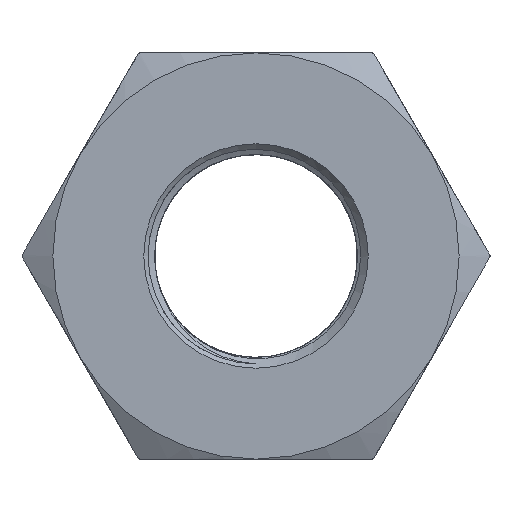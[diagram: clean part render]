
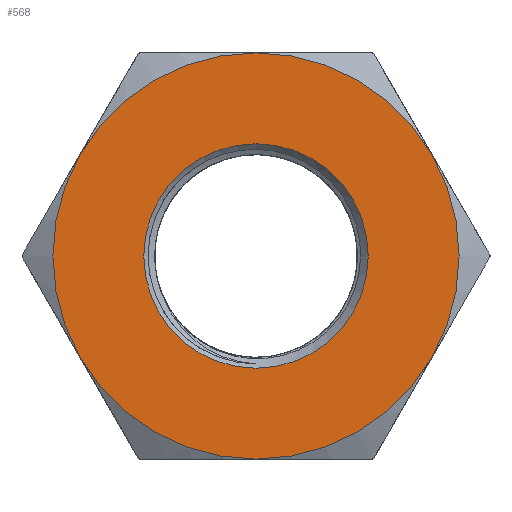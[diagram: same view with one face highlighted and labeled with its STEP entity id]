
A CAD part, left-side view. The second image highlights one B-rep face of the part: STEP entity #568.
In plain terms, the highlighted planar face has unit normal (-1, 0, 0).
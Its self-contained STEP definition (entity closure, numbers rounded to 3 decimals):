
#35=PLANE('',#636);
#101=FACE_BOUND('',#174,.T.);
#134=FACE_OUTER_BOUND('',#173,.T.);
#173=EDGE_LOOP('',(#507,#508,#509,#510,#511,#512));
#174=EDGE_LOOP('',(#513));
#183=CIRCLE('',#584,12.986);
#191=CIRCLE('',#606,23.5);
#193=CIRCLE('',#609,23.5);
#196=CIRCLE('',#613,23.5);
#197=CIRCLE('',#615,23.5);
#200=CIRCLE('',#619,23.5);
#208=CIRCLE('',#634,23.5);
#233=VERTEX_POINT('',#840);
#253=VERTEX_POINT('',#4982);
#258=VERTEX_POINT('',#4997);
#263=VERTEX_POINT('',#5012);
#270=VERTEX_POINT('',#5031);
#273=VERTEX_POINT('',#5042);
#278=VERTEX_POINT('',#5057);
#287=EDGE_CURVE('',#233,#233,#183,.T.);
#345=EDGE_CURVE('',#270,#278,#191,.T.);
#347=EDGE_CURVE('',#263,#270,#193,.T.);
#350=EDGE_CURVE('',#278,#258,#196,.T.);
#351=EDGE_CURVE('',#258,#273,#197,.T.);
#354=EDGE_CURVE('',#273,#253,#200,.T.);
#362=EDGE_CURVE('',#253,#263,#208,.T.);
#507=ORIENTED_EDGE('',*,*,#362,.F.);
#508=ORIENTED_EDGE('',*,*,#354,.F.);
#509=ORIENTED_EDGE('',*,*,#351,.F.);
#510=ORIENTED_EDGE('',*,*,#350,.F.);
#511=ORIENTED_EDGE('',*,*,#345,.F.);
#512=ORIENTED_EDGE('',*,*,#347,.F.);
#513=ORIENTED_EDGE('',*,*,#287,.T.);
#568=ADVANCED_FACE('',(#134,#101),#35,.T.);
#584=AXIS2_PLACEMENT_3D('',#841,#650,#651);
#606=AXIS2_PLACEMENT_3D('',#5071,#716,#717);
#609=AXIS2_PLACEMENT_3D('',#5074,#722,#723);
#613=AXIS2_PLACEMENT_3D('',#5078,#730,#731);
#615=AXIS2_PLACEMENT_3D('',#5080,#734,#735);
#619=AXIS2_PLACEMENT_3D('',#5084,#742,#743);
#634=AXIS2_PLACEMENT_3D('',#5100,#772,#773);
#636=AXIS2_PLACEMENT_3D('',#5102,#776,#777);
#650=DIRECTION('center_axis',(1.,0.,0.));
#651=DIRECTION('ref_axis',(0.,1.,0.));
#716=DIRECTION('center_axis',(1.,0.,0.));
#717=DIRECTION('ref_axis',(0.,-1.,0.));
#722=DIRECTION('center_axis',(1.,0.,0.));
#723=DIRECTION('ref_axis',(0.,-1.,0.));
#730=DIRECTION('center_axis',(1.,0.,0.));
#731=DIRECTION('ref_axis',(0.,-1.,0.));
#734=DIRECTION('center_axis',(1.,0.,0.));
#735=DIRECTION('ref_axis',(0.,-1.,0.));
#742=DIRECTION('center_axis',(1.,0.,0.));
#743=DIRECTION('ref_axis',(0.,-1.,0.));
#772=DIRECTION('center_axis',(1.,0.,0.));
#773=DIRECTION('ref_axis',(0.,-1.,0.));
#776=DIRECTION('center_axis',(-1.,0.,0.));
#777=DIRECTION('ref_axis',(0.,0.,1.));
#840=CARTESIAN_POINT('',(-20.,12.986,0.));
#841=CARTESIAN_POINT('Origin',(-20.,0.,0.));
#4982=CARTESIAN_POINT('',(-20.,20.352,-11.75));
#4997=CARTESIAN_POINT('',(-20.,-20.352,-11.75));
#5012=CARTESIAN_POINT('',(-20.,20.352,11.75));
#5031=CARTESIAN_POINT('',(-20.,0.,23.5));
#5042=CARTESIAN_POINT('',(-20.,0.,-23.5));
#5057=CARTESIAN_POINT('',(-20.,-20.352,11.75));
#5071=CARTESIAN_POINT('Origin',(-20.,0.,0.));
#5074=CARTESIAN_POINT('Origin',(-20.,0.,0.));
#5078=CARTESIAN_POINT('Origin',(-20.,0.,0.));
#5080=CARTESIAN_POINT('Origin',(-20.,0.,0.));
#5084=CARTESIAN_POINT('Origin',(-20.,0.,0.));
#5100=CARTESIAN_POINT('Origin',(-20.,0.,0.));
#5102=CARTESIAN_POINT('Origin',(-20.,27.075,0.));
